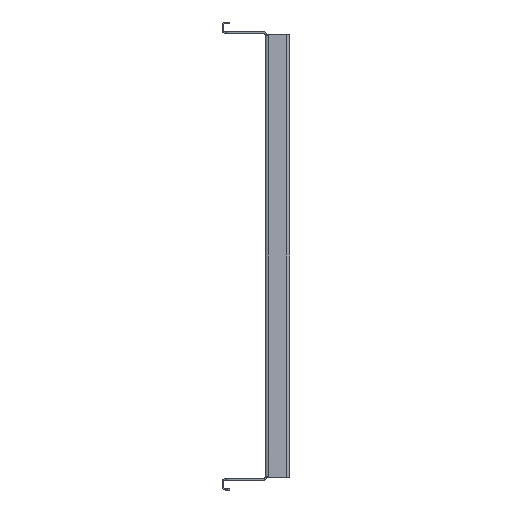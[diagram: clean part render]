
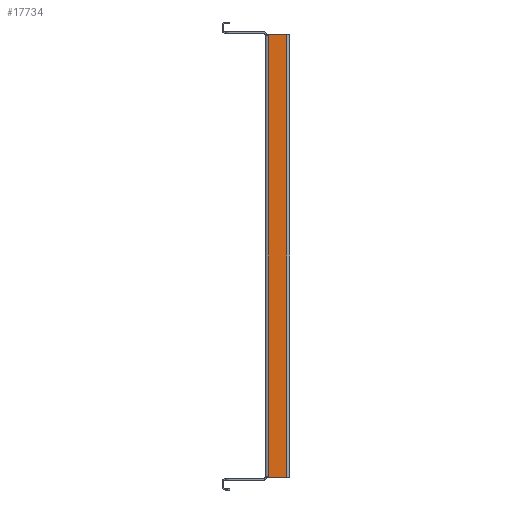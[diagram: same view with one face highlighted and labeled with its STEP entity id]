
A CAD part, left-side view. The second image highlights one B-rep face of the part: STEP entity #17734.
In plain terms, the highlighted planar face has unit normal (-1, 0, 0).
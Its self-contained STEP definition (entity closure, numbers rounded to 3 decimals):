
#6 = LINE ( 'NONE', #6833, #20174 ) ;
#453 = DIRECTION ( 'NONE',  ( -1., 0., 0. ) ) ;
#534 = LINE ( 'NONE', #10088, #7774 ) ;
#573 = PLANE ( 'NONE',  #7333 ) ;
#1037 = EDGE_CURVE ( 'NONE', #3218, #20669, #6, .T. ) ;
#1071 = CARTESIAN_POINT ( 'NONE',  ( -380., -29., 293. ) ) ;
#1299 = CARTESIAN_POINT ( 'NONE',  ( -380., 0., -293. ) ) ;
#1783 = VERTEX_POINT ( 'NONE', #1071 ) ;
#2112 = FACE_OUTER_BOUND ( 'NONE', #10006, .T. ) ;
#2838 = DIRECTION ( 'NONE',  ( 0., -1., 0. ) ) ;
#3218 = VERTEX_POINT ( 'NONE', #8742 ) ;
#4254 = CARTESIAN_POINT ( 'NONE',  ( -380., -29., -293. ) ) ;
#4717 = CARTESIAN_POINT ( 'NONE',  ( -380., -4., -293. ) ) ;
#4968 = DIRECTION ( 'NONE',  ( 0., 0., -1. ) ) ;
#4982 = VERTEX_POINT ( 'NONE', #4254 ) ;
#5067 = ORIENTED_EDGE ( 'NONE', *, *, #15093, .T. ) ;
#6172 = CARTESIAN_POINT ( 'NONE',  ( -380., 0., 293. ) ) ;
#6833 = CARTESIAN_POINT ( 'NONE',  ( -380., -4., 0. ) ) ;
#7333 = AXIS2_PLACEMENT_3D ( 'NONE', #8805, #453, #15502 ) ;
#7774 = VECTOR ( 'NONE', #12069, 1000. ) ;
#8742 = CARTESIAN_POINT ( 'NONE',  ( -380., -4., 293. ) ) ;
#8805 = CARTESIAN_POINT ( 'NONE',  ( -380., 0., 0. ) ) ;
#9555 = LINE ( 'NONE', #6172, #19823 ) ;
#9672 = EDGE_CURVE ( 'NONE', #20669, #4982, #19740, .T. ) ;
#10006 = EDGE_LOOP ( 'NONE', ( #14806, #5067, #14418, #11922 ) ) ;
#10088 = CARTESIAN_POINT ( 'NONE',  ( -380., -29., -293. ) ) ;
#11922 = ORIENTED_EDGE ( 'NONE', *, *, #1037, .T. ) ;
#12069 = DIRECTION ( 'NONE',  ( 0., 0., 1. ) ) ;
#14418 = ORIENTED_EDGE ( 'NONE', *, *, #19270, .T. ) ;
#14806 = ORIENTED_EDGE ( 'NONE', *, *, #9672, .T. ) ;
#15093 = EDGE_CURVE ( 'NONE', #4982, #1783, #534, .T. ) ;
#15502 = DIRECTION ( 'NONE',  ( 0., -1., 0. ) ) ;
#17734 = ADVANCED_FACE ( 'NONE', ( #2112 ), #573, .T. ) ;
#19270 = EDGE_CURVE ( 'NONE', #1783, #3218, #9555, .T. ) ;
#19740 = LINE ( 'NONE', #1299, #20871 ) ;
#19823 = VECTOR ( 'NONE', #21410, 1000. ) ;
#20174 = VECTOR ( 'NONE', #4968, 1000. ) ;
#20669 = VERTEX_POINT ( 'NONE', #4717 ) ;
#20871 = VECTOR ( 'NONE', #2838, 1000. ) ;
#21410 = DIRECTION ( 'NONE',  ( 0., 1., 0. ) ) ;
